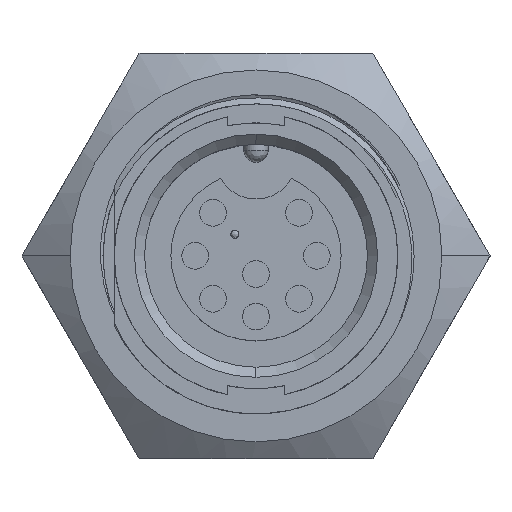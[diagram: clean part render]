
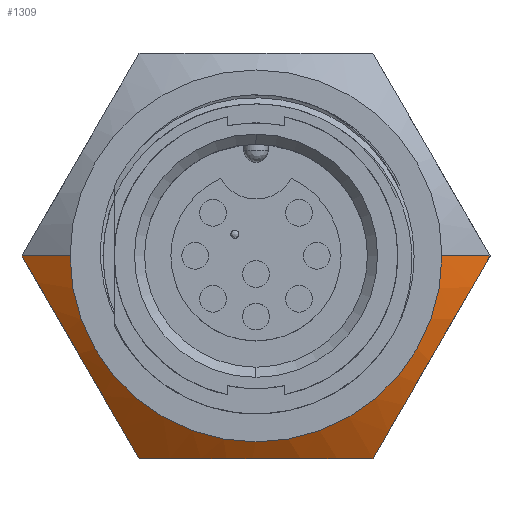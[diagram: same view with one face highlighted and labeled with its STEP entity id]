
A CAD part, top view. The second image highlights one B-rep face of the part: STEP entity #1309.
In plain terms, the highlighted conical face has half-angle 55 degrees and reference radius 14.683 mm.
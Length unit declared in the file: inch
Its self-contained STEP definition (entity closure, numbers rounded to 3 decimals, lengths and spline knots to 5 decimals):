
#1144 = CONICAL_SURFACE ( 'NONE', #2009, 0.57806, 0.96 ) ;
#1309 = ADVANCED_FACE ( 'NONE', ( #2025 ), #1144, .T. ) ;
#1329 = CIRCLE ( 'NONE', #1996, 0.45881 ) ;
#1996 = AXIS2_PLACEMENT_3D ( 'NONE', #6044, #6043, #6042 ) ;
#2009 = AXIS2_PLACEMENT_3D ( 'NONE', #14127, #14125, #14123 ) ;
#2025 = FACE_OUTER_BOUND ( 'NONE', #12418, .T. ) ;
#2282 = VECTOR ( 'NONE', #15113, 39.37008 ) ;
#2396 = VECTOR ( 'NONE', #15477, 39.37008 ) ;
#4922 = EDGE_CURVE ( 'NONE', #13105, #13141, #1329, .T. ) ;
#5477 = EDGE_CURVE ( 'NONE', #13262, #13107, #9705, .T. ) ;
#5650 = EDGE_CURVE ( 'NONE', #13290, #13238, #9673, .T. ) ;
#5692 = EDGE_CURVE ( 'NONE', #13238, #13262, #9663, .T. ) ;
#5731 = EDGE_CURVE ( 'NONE', #13141, #13290, #15111, .T. ) ;
#5788 = EDGE_CURVE ( 'NONE', #13105, #13107, #15475, .T. ) ;
#6042 = DIRECTION ( 'NONE',  ( -1., 0., 0. ) ) ;
#6043 = DIRECTION ( 'NONE',  ( 0., 0., -1. ) ) ;
#6044 = CARTESIAN_POINT ( 'NONE',  ( 0., 0., -0.22578 ) ) ;
#6889 = CARTESIAN_POINT ( 'NONE',  ( 0.45881, 0., -0.22578 ) ) ;
#6890 = CARTESIAN_POINT ( 'NONE',  ( 0.57735, 0., -0.30878 ) ) ;
#6907 = CARTESIAN_POINT ( 'NONE',  ( -0.45881, 0., -0.22578 ) ) ;
#6956 = CARTESIAN_POINT ( 'NONE',  ( -0.28868, -0.5, -0.30878 ) ) ;
#6967 = CARTESIAN_POINT ( 'NONE',  ( 0.28868, -0.5, -0.30878 ) ) ;
#6981 = CARTESIAN_POINT ( 'NONE',  ( -0.57735, 0., -0.30878 ) ) ;
#9663 = B_SPLINE_CURVE_WITH_KNOTS ( 'NONE', 3,
 ( #15082, #15083, #15084, #15085, #15086, #15087, #15088, #15089, #15090, #15091, #15092, #15093 ),
 .UNSPECIFIED., .F., .F.,
 ( 4, 2, 2, 2, 2, 4 ),
 ( 0., 0.00372, 0.00743, 0.00929, 0.01115, 0.01486 ),
 .UNSPECIFIED. ) ;
#9673 = B_SPLINE_CURVE_WITH_KNOTS ( 'NONE', 3,
 ( #15026, #15027, #15028, #15029, #15030, #15031, #15032, #15033, #15034, #15035, #15036, #15037 ),
 .UNSPECIFIED., .F., .F.,
 ( 4, 2, 2, 2, 2, 4 ),
 ( 0., 0.00372, 0.00743, 0.00929, 0.01115, 0.01486 ),
 .UNSPECIFIED. ) ;
#9705 = B_SPLINE_CURVE_WITH_KNOTS ( 'NONE', 3,
 ( #17681, #17682, #17683, #17684, #17685, #17686, #17687, #17688, #17689, #17690, #17691, #17692 ),
 .UNSPECIFIED., .F., .F.,
 ( 4, 2, 2, 2, 2, 4 ),
 ( 0., 0.00372, 0.00743, 0.00929, 0.01115, 0.01486 ),
 .UNSPECIFIED. ) ;
#12418 = EDGE_LOOP ( 'NONE', ( #20011, #20012, #20013, #20009, #20015, #20014 ) ) ;
#13105 = VERTEX_POINT ( 'NONE', #6889 ) ;
#13107 = VERTEX_POINT ( 'NONE', #6890 ) ;
#13141 = VERTEX_POINT ( 'NONE', #6907 ) ;
#13238 = VERTEX_POINT ( 'NONE', #6956 ) ;
#13262 = VERTEX_POINT ( 'NONE', #6967 ) ;
#13290 = VERTEX_POINT ( 'NONE', #6981 ) ;
#14123 = DIRECTION ( 'NONE',  ( -1., 0., 0. ) ) ;
#14125 = DIRECTION ( 'NONE',  ( 0., 0., -1. ) ) ;
#14127 = CARTESIAN_POINT ( 'NONE',  ( 0., 0., -0.30927 ) ) ;
#15026 = CARTESIAN_POINT ( 'NONE',  ( -0.57735, 0., -0.30878 ) ) ;
#15027 = CARTESIAN_POINT ( 'NONE',  ( -0.55401, -0.04043, -0.29243 ) ) ;
#15028 = CARTESIAN_POINT ( 'NONE',  ( -0.53042, -0.08128, -0.27888 ) ) ;
#15029 = CARTESIAN_POINT ( 'NONE',  ( -0.48257, -0.16416, -0.25998 ) ) ;
#15030 = CARTESIAN_POINT ( 'NONE',  ( -0.45829, -0.20621, -0.25469 ) ) ;
#15031 = CARTESIAN_POINT ( 'NONE',  ( -0.42122, -0.27043, -0.25458 ) ) ;
#15032 = CARTESIAN_POINT ( 'NONE',  ( -0.40872, -0.29208, -0.25585 ) ) ;
#15033 = CARTESIAN_POINT ( 'NONE',  ( -0.38413, -0.33466, -0.26084 ) ) ;
#15034 = CARTESIAN_POINT ( 'NONE',  ( -0.37197, -0.35574, -0.26454 ) ) ;
#15035 = CARTESIAN_POINT ( 'NONE',  ( -0.33578, -0.41841, -0.27876 ) ) ;
#15036 = CARTESIAN_POINT ( 'NONE',  ( -0.31209, -0.45945, -0.29238 ) ) ;
#15037 = CARTESIAN_POINT ( 'NONE',  ( -0.28868, -0.5, -0.30878 ) ) ;
#15082 = CARTESIAN_POINT ( 'NONE',  ( -0.28868, -0.5, -0.30878 ) ) ;
#15083 = CARTESIAN_POINT ( 'NONE',  ( -0.24199, -0.5, -0.29243 ) ) ;
#15084 = CARTESIAN_POINT ( 'NONE',  ( -0.19482, -0.5, -0.27888 ) ) ;
#15085 = CARTESIAN_POINT ( 'NONE',  ( -0.09912, -0.5, -0.25998 ) ) ;
#15086 = CARTESIAN_POINT ( 'NONE',  ( -0.05056, -0.5, -0.25469 ) ) ;
#15087 = CARTESIAN_POINT ( 'NONE',  ( 0.02359, -0.5, -0.25458 ) ) ;
#15088 = CARTESIAN_POINT ( 'NONE',  ( 0.04858, -0.5, -0.25585 ) ) ;
#15089 = CARTESIAN_POINT ( 'NONE',  ( 0.09776, -0.5, -0.26084 ) ) ;
#15090 = CARTESIAN_POINT ( 'NONE',  ( 0.12209, -0.5, -0.26454 ) ) ;
#15091 = CARTESIAN_POINT ( 'NONE',  ( 0.19446, -0.5, -0.27876 ) ) ;
#15092 = CARTESIAN_POINT ( 'NONE',  ( 0.24185, -0.5, -0.29238 ) ) ;
#15093 = CARTESIAN_POINT ( 'NONE',  ( 0.28868, -0.5, -0.30878 ) ) ;
#15111 = LINE ( 'NONE', #15112, #2282 ) ;
#15112 = CARTESIAN_POINT ( 'NONE',  ( -0.57806, 0., -0.30927 ) ) ;
#15113 = DIRECTION ( 'NONE',  ( -0.819, 0., -0.574 ) ) ;
#15475 = LINE ( 'NONE', #15476, #2396 ) ;
#15476 = CARTESIAN_POINT ( 'NONE',  ( 0.57806, 0., -0.30927 ) ) ;
#15477 = DIRECTION ( 'NONE',  ( 0.819, 0., -0.574 ) ) ;
#17681 = CARTESIAN_POINT ( 'NONE',  ( 0.28868, -0.5, -0.30878 ) ) ;
#17682 = CARTESIAN_POINT ( 'NONE',  ( 0.31202, -0.45957, -0.29243 ) ) ;
#17683 = CARTESIAN_POINT ( 'NONE',  ( 0.3356, -0.41872, -0.27888 ) ) ;
#17684 = CARTESIAN_POINT ( 'NONE',  ( 0.38345, -0.33584, -0.25998 ) ) ;
#17685 = CARTESIAN_POINT ( 'NONE',  ( 0.40773, -0.29379, -0.25469 ) ) ;
#17686 = CARTESIAN_POINT ( 'NONE',  ( 0.44481, -0.22957, -0.25458 ) ) ;
#17687 = CARTESIAN_POINT ( 'NONE',  ( 0.4573, -0.20792, -0.25585 ) ) ;
#17688 = CARTESIAN_POINT ( 'NONE',  ( 0.48189, -0.16534, -0.26084 ) ) ;
#17689 = CARTESIAN_POINT ( 'NONE',  ( 0.49406, -0.14426, -0.26454 ) ) ;
#17690 = CARTESIAN_POINT ( 'NONE',  ( 0.53024, -0.08159, -0.27876 ) ) ;
#17691 = CARTESIAN_POINT ( 'NONE',  ( 0.55394, -0.04055, -0.29238 ) ) ;
#17692 = CARTESIAN_POINT ( 'NONE',  ( 0.57735, 0., -0.30878 ) ) ;
#20009 = ORIENTED_EDGE ( 'NONE', *, *, #5650, .T. ) ;
#20011 = ORIENTED_EDGE ( 'NONE', *, *, #5788, .F. ) ;
#20012 = ORIENTED_EDGE ( 'NONE', *, *, #4922, .T. ) ;
#20013 = ORIENTED_EDGE ( 'NONE', *, *, #5731, .T. ) ;
#20014 = ORIENTED_EDGE ( 'NONE', *, *, #5477, .T. ) ;
#20015 = ORIENTED_EDGE ( 'NONE', *, *, #5692, .T. ) ;
